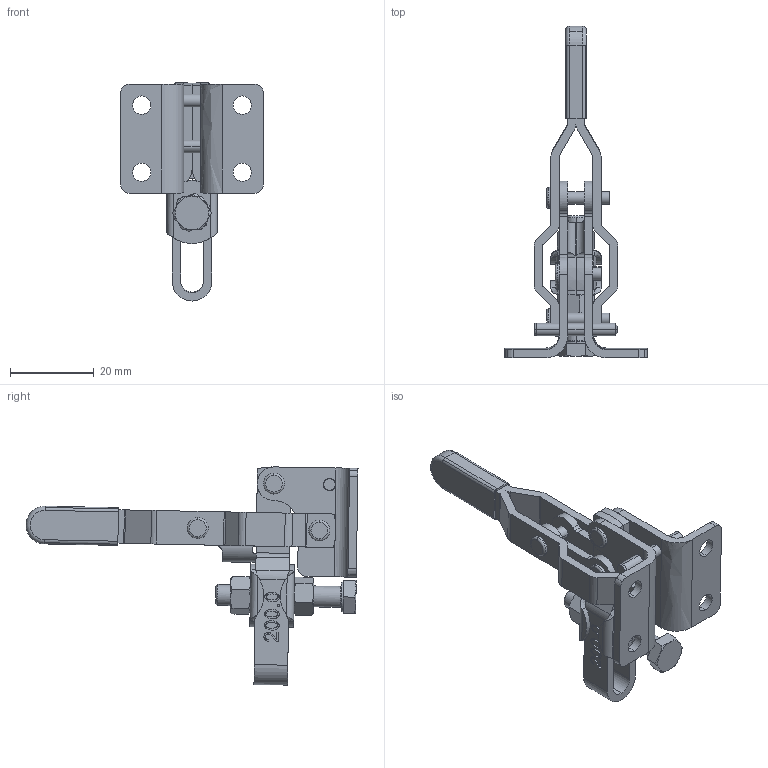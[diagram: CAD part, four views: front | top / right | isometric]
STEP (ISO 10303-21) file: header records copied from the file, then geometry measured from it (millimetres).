
FILE_DESCRIPTION((''),'2;1');
FILE_NAME('200.0.stp','2005-08-29T13:41:05',('CAD'),(''),'Autodesk Inventor 8','Autodesk Inventor 8','');
FILE_SCHEMA(('AUTOMOTIVE_DESIGN { 1 0 10303 214 1 1 1 1 }'));
Length unit declared in the file: millimetre
Products named in the file (1): Part63
Bounding box: 34 x 79.22 x 52.06 mm (x, y, z)
Volume: 9826.7 mm3; surface area: 10229.4 mm2
Topology: 3 solids, 5 shells, 462 faces, 1269 edges, 810 vertices
Faces by surface type: cylinder 151, plane 142, bspline 105, cone 52, torus 10, sphere 2
Entity records: 17263 total; most frequent: CARTESIAN_POINT 5894, ORIENTED_EDGE 2502, DIRECTION 2270, EDGE_CURVE 1251, AXIS2_PLACEMENT_3D 846, VERTEX_POINT 806, VECTOR 578, LINE 578
